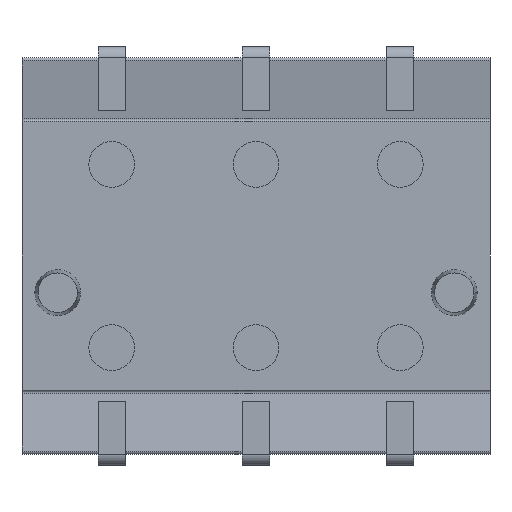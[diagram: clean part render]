
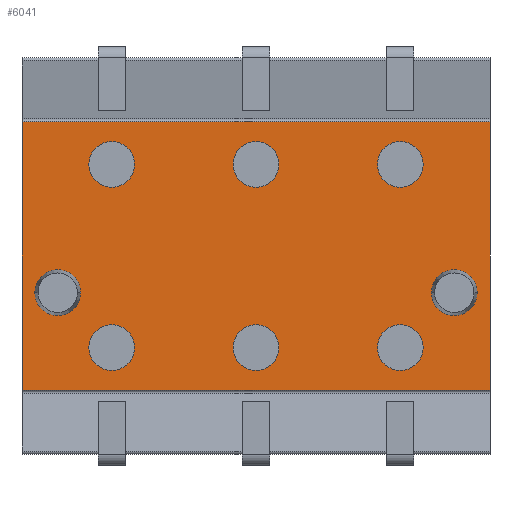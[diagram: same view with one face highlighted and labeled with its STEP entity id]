
A CAD part, front view. The second image highlights one B-rep face of the part: STEP entity #6041.
In plain terms, the highlighted planar face has unit normal (0, -1, 0).
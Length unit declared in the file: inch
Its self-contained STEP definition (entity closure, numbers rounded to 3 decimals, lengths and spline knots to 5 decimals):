
#151=DIRECTION('',(0.,0.,-1.));
#152=VECTOR('',#151,0.293);
#153=CARTESIAN_POINT('',(-0.2555,-0.058,0.1465));
#154=LINE('',#153,#152);
#352=DIRECTION('',(0.,0.,-1.));
#353=VECTOR('',#352,0.293);
#354=CARTESIAN_POINT('',(0.2555,-0.058,0.1465));
#355=LINE('',#354,#353);
#2081=DIRECTION('',(1.,0.,0.));
#2082=VECTOR('',#2081,0.511);
#2083=CARTESIAN_POINT('',(-0.2555,-0.058,0.1465));
#2084=LINE('',#2083,#2082);
#2088=DIRECTION('',(1.,0.,0.));
#2089=VECTOR('',#2088,0.511);
#2090=CARTESIAN_POINT('',(-0.2555,-0.058,-0.1465));
#2091=LINE('',#2090,#2089);
#2095=CARTESIAN_POINT('',(0.1575,-0.058,-0.1));
#2096=DIRECTION('',(0.,1.,0.));
#2097=DIRECTION('',(-1.,0.,0.));
#2098=AXIS2_PLACEMENT_3D('',#2095,#2096,#2097);
#2103=CARTESIAN_POINT('',(0.1575,-0.058,-0.1));
#2104=DIRECTION('',(0.,1.,0.));
#2105=DIRECTION('',(1.,0.,0.));
#2106=AXIS2_PLACEMENT_3D('',#2103,#2104,#2105);
#2111=CARTESIAN_POINT('',(0.,-0.058,-0.1));
#2112=DIRECTION('',(0.,1.,0.));
#2113=DIRECTION('',(-1.,0.,0.));
#2114=AXIS2_PLACEMENT_3D('',#2111,#2112,#2113);
#2119=CARTESIAN_POINT('',(0.,-0.058,-0.1));
#2120=DIRECTION('',(0.,1.,0.));
#2121=DIRECTION('',(1.,0.,0.));
#2122=AXIS2_PLACEMENT_3D('',#2119,#2120,#2121);
#2127=CARTESIAN_POINT('',(-0.1575,-0.058,-0.1));
#2128=DIRECTION('',(0.,1.,0.));
#2129=DIRECTION('',(-1.,0.,0.));
#2130=AXIS2_PLACEMENT_3D('',#2127,#2128,#2129);
#2135=CARTESIAN_POINT('',(-0.1575,-0.058,-0.1));
#2136=DIRECTION('',(0.,1.,0.));
#2137=DIRECTION('',(1.,0.,0.));
#2138=AXIS2_PLACEMENT_3D('',#2135,#2136,#2137);
#2143=CARTESIAN_POINT('',(0.1575,-0.058,0.1));
#2144=DIRECTION('',(0.,1.,0.));
#2145=DIRECTION('',(-1.,0.,0.));
#2146=AXIS2_PLACEMENT_3D('',#2143,#2144,#2145);
#2151=CARTESIAN_POINT('',(0.1575,-0.058,0.1));
#2152=DIRECTION('',(0.,1.,0.));
#2153=DIRECTION('',(1.,0.,0.));
#2154=AXIS2_PLACEMENT_3D('',#2151,#2152,#2153);
#2159=CARTESIAN_POINT('',(0.,-0.058,0.1));
#2160=DIRECTION('',(0.,1.,0.));
#2161=DIRECTION('',(-1.,0.,0.));
#2162=AXIS2_PLACEMENT_3D('',#2159,#2160,#2161);
#2167=CARTESIAN_POINT('',(0.,-0.058,0.1));
#2168=DIRECTION('',(0.,1.,0.));
#2169=DIRECTION('',(1.,0.,0.));
#2170=AXIS2_PLACEMENT_3D('',#2167,#2168,#2169);
#2175=CARTESIAN_POINT('',(-0.1575,-0.058,0.1));
#2176=DIRECTION('',(0.,1.,0.));
#2177=DIRECTION('',(-1.,0.,0.));
#2178=AXIS2_PLACEMENT_3D('',#2175,#2176,#2177);
#2183=CARTESIAN_POINT('',(-0.1575,-0.058,0.1));
#2184=DIRECTION('',(0.,1.,0.));
#2185=DIRECTION('',(1.,0.,0.));
#2186=AXIS2_PLACEMENT_3D('',#2183,#2184,#2185);
#2191=CARTESIAN_POINT('',(0.2165,-0.058,-0.04));
#2192=DIRECTION('',(0.,-1.,0.));
#2193=DIRECTION('',(1.,0.,0.));
#2194=AXIS2_PLACEMENT_3D('',#2191,#2192,#2193);
#2199=CARTESIAN_POINT('',(0.2165,-0.058,-0.04));
#2200=DIRECTION('',(0.,-1.,0.));
#2201=DIRECTION('',(-1.,0.,0.));
#2202=AXIS2_PLACEMENT_3D('',#2199,#2200,#2201);
#2207=CARTESIAN_POINT('',(-0.2165,-0.058,-0.04));
#2208=DIRECTION('',(0.,-1.,0.));
#2209=DIRECTION('',(1.,0.,0.));
#2210=AXIS2_PLACEMENT_3D('',#2207,#2208,#2209);
#2215=CARTESIAN_POINT('',(-0.2165,-0.058,-0.04));
#2216=DIRECTION('',(0.,-1.,0.));
#2217=DIRECTION('',(-1.,0.,0.));
#2218=AXIS2_PLACEMENT_3D('',#2215,#2216,#2217);
#3169=CARTESIAN_POINT('',(-0.2555,-0.058,0.1465));
#3171=VERTEX_POINT('',#3169);
#3175=CARTESIAN_POINT('',(0.2555,-0.058,0.1465));
#3177=VERTEX_POINT('',#3175);
#3181=CARTESIAN_POINT('',(-0.2555,-0.058,-0.1465));
#3182=VERTEX_POINT('',#3181);
#3183=CARTESIAN_POINT('',(0.2555,-0.058,-0.1465));
#3184=VERTEX_POINT('',#3183);
#3193=CARTESIAN_POINT('',(0.2415,-0.058,-0.04));
#3194=CARTESIAN_POINT('',(0.1915,-0.058,-0.04));
#3195=VERTEX_POINT('',#3193);
#3196=VERTEX_POINT('',#3194);
#3197=CARTESIAN_POINT('',(-0.1915,-0.058,-0.04));
#3198=CARTESIAN_POINT('',(-0.2415,-0.058,-0.04));
#3199=VERTEX_POINT('',#3197);
#3200=VERTEX_POINT('',#3198);
#3201=CARTESIAN_POINT('',(0.1325,-0.058,-0.1));
#3202=CARTESIAN_POINT('',(0.1825,-0.058,-0.1));
#3203=VERTEX_POINT('',#3201);
#3204=VERTEX_POINT('',#3202);
#3205=CARTESIAN_POINT('',(-0.025,-0.058,-0.1));
#3206=CARTESIAN_POINT('',(0.025,-0.058,-0.1));
#3207=VERTEX_POINT('',#3205);
#3208=VERTEX_POINT('',#3206);
#3209=CARTESIAN_POINT('',(-0.1825,-0.058,-0.1));
#3210=CARTESIAN_POINT('',(-0.1325,-0.058,-0.1));
#3211=VERTEX_POINT('',#3209);
#3212=VERTEX_POINT('',#3210);
#3213=CARTESIAN_POINT('',(0.1325,-0.058,0.1));
#3214=CARTESIAN_POINT('',(0.1825,-0.058,0.1));
#3215=VERTEX_POINT('',#3213);
#3216=VERTEX_POINT('',#3214);
#3217=CARTESIAN_POINT('',(-0.025,-0.058,0.1));
#3218=CARTESIAN_POINT('',(0.025,-0.058,0.1));
#3219=VERTEX_POINT('',#3217);
#3220=VERTEX_POINT('',#3218);
#3221=CARTESIAN_POINT('',(-0.1825,-0.058,0.1));
#3222=CARTESIAN_POINT('',(-0.1325,-0.058,0.1));
#3223=VERTEX_POINT('',#3221);
#3224=VERTEX_POINT('',#3222);
#5981=CARTESIAN_POINT('',(-0.2555,-0.058,0.2165));
#5982=DIRECTION('',(0.,-1.,0.));
#5983=DIRECTION('',(0.,0.,-1.));
#5984=AXIS2_PLACEMENT_3D('',#5981,#5982,#5983);
#5985=PLANE('',#5984);
#5987=ORIENTED_EDGE('',*,*,#5986,.T.);
#5988=ORIENTED_EDGE('',*,*,#3836,.T.);
#5989=ORIENTED_EDGE('',*,*,#5974,.F.);
#5990=ORIENTED_EDGE('',*,*,#3762,.F.);
#5991=EDGE_LOOP('',(#5987,#5988,#5989,#5990));
#5992=FACE_OUTER_BOUND('',#5991,.F.);
#5994=ORIENTED_EDGE('',*,*,#5993,.F.);
#5996=ORIENTED_EDGE('',*,*,#5995,.F.);
#5997=EDGE_LOOP('',(#5994,#5996));
#5998=FACE_BOUND('',#5997,.F.);
#6000=ORIENTED_EDGE('',*,*,#5999,.F.);
#6002=ORIENTED_EDGE('',*,*,#6001,.F.);
#6003=EDGE_LOOP('',(#6000,#6002));
#6004=FACE_BOUND('',#6003,.F.);
#6006=ORIENTED_EDGE('',*,*,#6005,.F.);
#6008=ORIENTED_EDGE('',*,*,#6007,.F.);
#6009=EDGE_LOOP('',(#6006,#6008));
#6010=FACE_BOUND('',#6009,.F.);
#6012=ORIENTED_EDGE('',*,*,#6011,.F.);
#6014=ORIENTED_EDGE('',*,*,#6013,.F.);
#6015=EDGE_LOOP('',(#6012,#6014));
#6016=FACE_BOUND('',#6015,.F.);
#6018=ORIENTED_EDGE('',*,*,#6017,.F.);
#6020=ORIENTED_EDGE('',*,*,#6019,.F.);
#6021=EDGE_LOOP('',(#6018,#6020));
#6022=FACE_BOUND('',#6021,.F.);
#6024=ORIENTED_EDGE('',*,*,#6023,.F.);
#6026=ORIENTED_EDGE('',*,*,#6025,.F.);
#6027=EDGE_LOOP('',(#6024,#6026));
#6028=FACE_BOUND('',#6027,.F.);
#6030=ORIENTED_EDGE('',*,*,#6029,.T.);
#6032=ORIENTED_EDGE('',*,*,#6031,.T.);
#6033=EDGE_LOOP('',(#6030,#6032));
#6034=FACE_BOUND('',#6033,.F.);
#6036=ORIENTED_EDGE('',*,*,#6035,.T.);
#6038=ORIENTED_EDGE('',*,*,#6037,.T.);
#6039=EDGE_LOOP('',(#6036,#6038));
#6040=FACE_BOUND('',#6039,.F.);
#2099=CIRCLE('',#2098,0.025);
#2107=CIRCLE('',#2106,0.025);
#2115=CIRCLE('',#2114,0.025);
#2123=CIRCLE('',#2122,0.025);
#2131=CIRCLE('',#2130,0.025);
#2139=CIRCLE('',#2138,0.025);
#2147=CIRCLE('',#2146,0.025);
#2155=CIRCLE('',#2154,0.025);
#2163=CIRCLE('',#2162,0.025);
#2171=CIRCLE('',#2170,0.025);
#2179=CIRCLE('',#2178,0.025);
#2187=CIRCLE('',#2186,0.025);
#2195=CIRCLE('',#2194,0.025);
#2203=CIRCLE('',#2202,0.025);
#2211=CIRCLE('',#2210,0.025);
#2219=CIRCLE('',#2218,0.025);
#3762=EDGE_CURVE('',#3171,#3182,#154,.T.);
#3836=EDGE_CURVE('',#3177,#3184,#355,.T.);
#5974=EDGE_CURVE('',#3182,#3184,#2091,.T.);
#5986=EDGE_CURVE('',#3171,#3177,#2084,.T.);
#5993=EDGE_CURVE('',#3203,#3204,#2099,.T.);
#5995=EDGE_CURVE('',#3204,#3203,#2107,.T.);
#5999=EDGE_CURVE('',#3207,#3208,#2115,.T.);
#6001=EDGE_CURVE('',#3208,#3207,#2123,.T.);
#6005=EDGE_CURVE('',#3211,#3212,#2131,.T.);
#6007=EDGE_CURVE('',#3212,#3211,#2139,.T.);
#6011=EDGE_CURVE('',#3215,#3216,#2147,.T.);
#6013=EDGE_CURVE('',#3216,#3215,#2155,.T.);
#6017=EDGE_CURVE('',#3219,#3220,#2163,.T.);
#6019=EDGE_CURVE('',#3220,#3219,#2171,.T.);
#6023=EDGE_CURVE('',#3223,#3224,#2179,.T.);
#6025=EDGE_CURVE('',#3224,#3223,#2187,.T.);
#6029=EDGE_CURVE('',#3195,#3196,#2195,.T.);
#6031=EDGE_CURVE('',#3196,#3195,#2203,.T.);
#6035=EDGE_CURVE('',#3199,#3200,#2211,.T.);
#6037=EDGE_CURVE('',#3200,#3199,#2219,.T.);
#6041=ADVANCED_FACE('',(#5992,#5998,#6004,#6010,#6016,#6022,#6028,#6034,#6040),
#5985,.T.);
